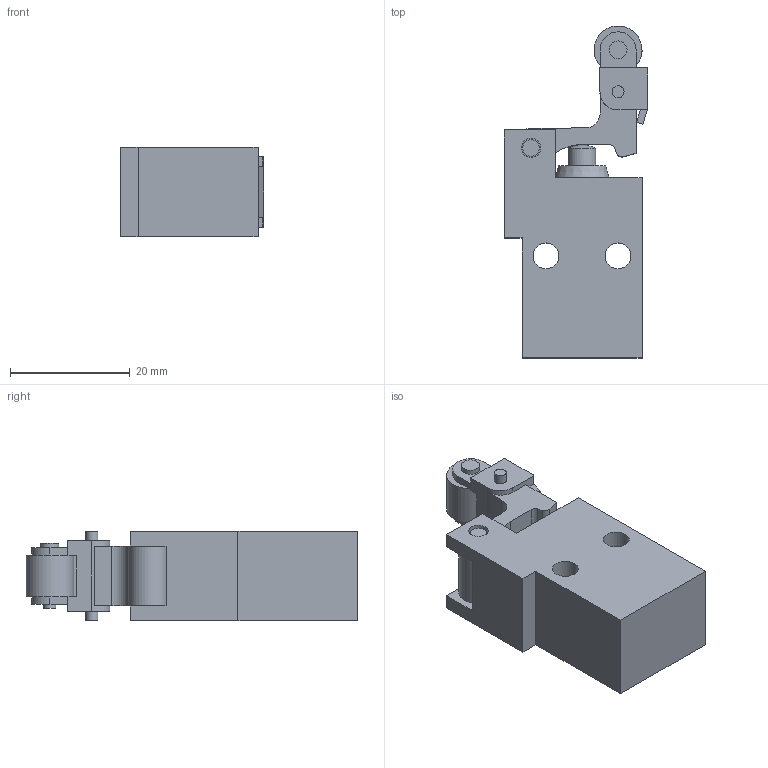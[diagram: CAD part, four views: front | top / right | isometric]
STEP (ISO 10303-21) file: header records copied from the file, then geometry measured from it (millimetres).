
FILE_DESCRIPTION(/* description */ ('STEP AP214'),/* implementation_level */ '2;1');
FILE_NAME(/* name */ '3628_L-3-M5',/* time_stamp */ '2024-08-29T19:48:37+02:00',/* author */ ('License CC BY-ND 4.0'),/* organization */ ('CADENAS'),/* preprocessor_version */ 'ST-DEVELOPER v19.3',/* originating_system */ 'PARTsolutions',/* authorisation */ ' ');
FILE_SCHEMA (('AUTOMOTIVE_DESIGN {1 0 10303 214 3 1 1}'));
Length unit declared in the file: millimetre
Products named in the file (1): 3628 L-3-M5---(0_0)
Bounding box: 23.98 x 55.34 x 15 mm (x, y, z)
Volume: 11579 mm3; surface area: 5193.6 mm2
Topology: 1 solids, 1 shells, 91 faces, 230 edges, 149 vertices
Faces by surface type: plane 63, cylinder 24, cone 3, sphere 1
Full cylindrical faces by diameter (mm): 2 x3, 2.8 x2, 3 x1, 3.2 x2, 4.134 x2, 4.3 x2, 4.5 x1, 8 x1
Entity records: 2651 total; most frequent: DIRECTION 459, CARTESIAN_POINT 447, ORIENTED_EDGE 418, EDGE_CURVE 209, AXIS2_PLACEMENT_3D 158, VERTEX_POINT 146, LINE 143, VECTOR 143
